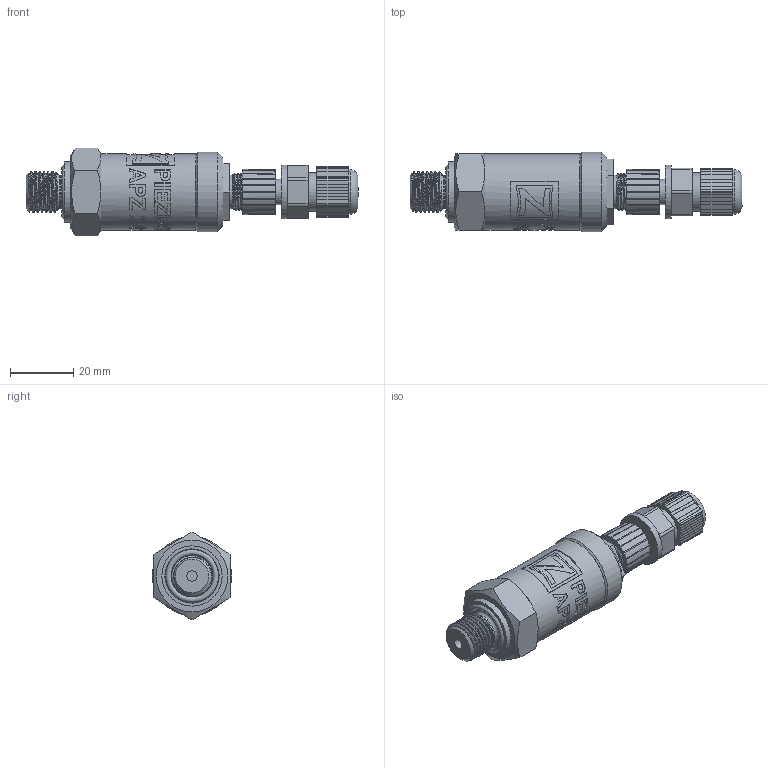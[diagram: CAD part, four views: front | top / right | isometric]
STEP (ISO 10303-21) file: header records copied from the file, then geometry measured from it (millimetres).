
FILE_DESCRIPTION(/* description */ (''),/* implementation_level */ '2;1');
FILE_NAME(/* name */ 'APZ2412_G1''4DIN_M12x1.step',/* time_stamp */ '2021-06-11T16:30:07+03:00',/* author */ (''),/* organization */ (''),/* preprocessor_version */ 'ST-DEVELOPER v18.1',/* originating_system */ 'Autodesk Translation Framework v10.9.0.1377',/* authorisation */ '');
FILE_SCHEMA (('AUTOMOTIVE_DESIGN { 1 0 10303 214 3 1 1 }'));
Products named in the file (7): APZ2412_G1'4DIN_M12x1; G1/4 DIN; Адаптер М12х1; M12x1 assembly v4; M12x1 female straight v9; M12x1 male v16; Component7
Assembly tree (6 placements, depth 3):
  APZ2412_G1'4DIN_M12x1
    G1/4 DIN
    Адаптер М12х1
    M12x1 assembly v4
      M12x1 female straight v9
      M12x1 male v16
    Component7
Bounding box: 104.67 x 25 x 27.71 mm (x, y, z)
Volume: 30018.8 mm3; surface area: 15452.3 mm2
Topology: 17 solids, 17 shells, 801 faces, 2210 edges, 1481 vertices
Faces by surface type: bspline 329, plane 265, cylinder 148, cone 45, torus 14
Full cylindrical faces by diameter (mm): 1 x14, 1.5 x6, 3.3 x1, 7.3 x1, 8 x3, 8.2 x1, 10.293 x1, 10.5 x1, 10.6 x2, 10.741 x6, 11.445 x6, 11.884 x5, 12 x1, 13.5 x2, 14 x2, 14.137 x4, 14.526 x9, 15.85 x3, 16.203 x9, 16.7 x2, 17 x1, 19 x1, 22.15 x4, 22.65 x4, 24 x1, 25 x1
Entity records: 57713 total; most frequent: CARTESIAN_POINT 39006, ORIENTED_EDGE 4420, DIRECTION 2876, EDGE_CURVE 2210, VERTEX_POINT 1481, LINE 1074, VECTOR 1074, AXIS2_PLACEMENT_3D 901
